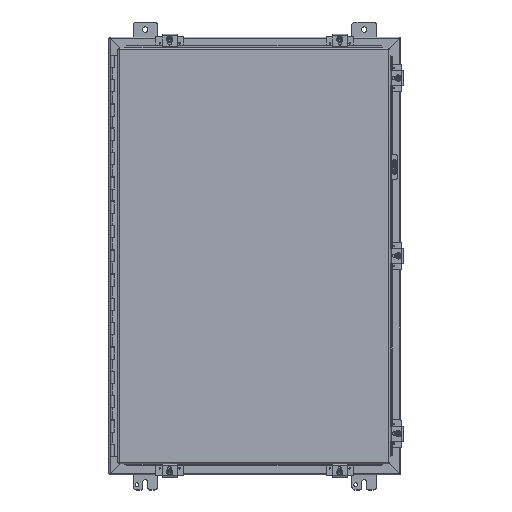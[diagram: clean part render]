
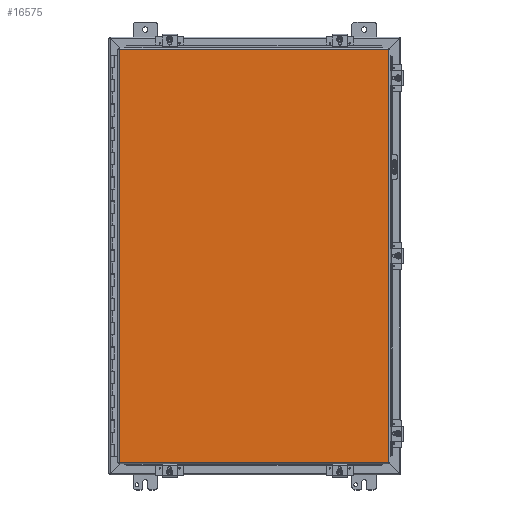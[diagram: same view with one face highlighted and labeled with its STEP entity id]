
A CAD part, top view. The second image highlights one B-rep face of the part: STEP entity #16575.
In plain terms, the highlighted face is planar.
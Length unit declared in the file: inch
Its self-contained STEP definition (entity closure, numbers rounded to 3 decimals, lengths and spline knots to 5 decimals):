
#1893=LINE('',#26999,#3422);
#1899=LINE('',#27120,#3428);
#1909=LINE('',#27273,#3438);
#1912=LINE('',#27306,#3441);
#3422=VECTOR('',#21093,0.3937);
#3428=VECTOR('',#21107,0.3937);
#3438=VECTOR('',#21129,0.3937);
#3441=VECTOR('',#21138,0.3937);
#4807=PLANE('',#18068);
#5559=FACE_OUTER_BOUND('',#6534,.T.);
#6534=EDGE_LOOP('',(#13668,#13669,#13670,#13671));
#8319=VERTEX_POINT('',#26990);
#8320=VERTEX_POINT('',#26998);
#8323=VERTEX_POINT('',#27068);
#8324=VERTEX_POINT('',#27112);
#10205=EDGE_CURVE('',#8320,#8319,#1893,.T.);
#10218=EDGE_CURVE('',#8323,#8324,#1899,.T.);
#10235=EDGE_CURVE('',#8319,#8323,#1909,.T.);
#10239=EDGE_CURVE('',#8324,#8320,#1912,.T.);
#13668=ORIENTED_EDGE('',*,*,#10235,.T.);
#13669=ORIENTED_EDGE('',*,*,#10218,.T.);
#13670=ORIENTED_EDGE('',*,*,#10239,.T.);
#13671=ORIENTED_EDGE('',*,*,#10205,.T.);
#16575=ADVANCED_FACE('',(#5559),#4807,.F.);
#18068=AXIS2_PLACEMENT_3D('',#27386,#21152,#21153);
#21093=DIRECTION('',(-1.,0.,0.));
#21107=DIRECTION('',(1.,0.,0.));
#21129=DIRECTION('',(0.,1.,0.));
#21138=DIRECTION('',(0.,-1.,0.));
#21152=DIRECTION('center_axis',(0.,0.,1.));
#21153=DIRECTION('ref_axis',(1.,0.,0.));
#26990=CARTESIAN_POINT('',(-11.08225,-16.9885,0.));
#26998=CARTESIAN_POINT('',(11.08225,-16.9885,0.));
#26999=CARTESIAN_POINT('',(5.54113,-16.9885,0.));
#27068=CARTESIAN_POINT('',(-11.08225,16.9885,0.));
#27112=CARTESIAN_POINT('',(11.08225,16.9885,0.));
#27120=CARTESIAN_POINT('',(-5.59375,16.9885,0.));
#27273=CARTESIAN_POINT('',(-11.08225,-8.49425,0.));
#27306=CARTESIAN_POINT('',(11.08225,8.49425,0.));
#27386=CARTESIAN_POINT('Origin',(0.,0.,
0.));
